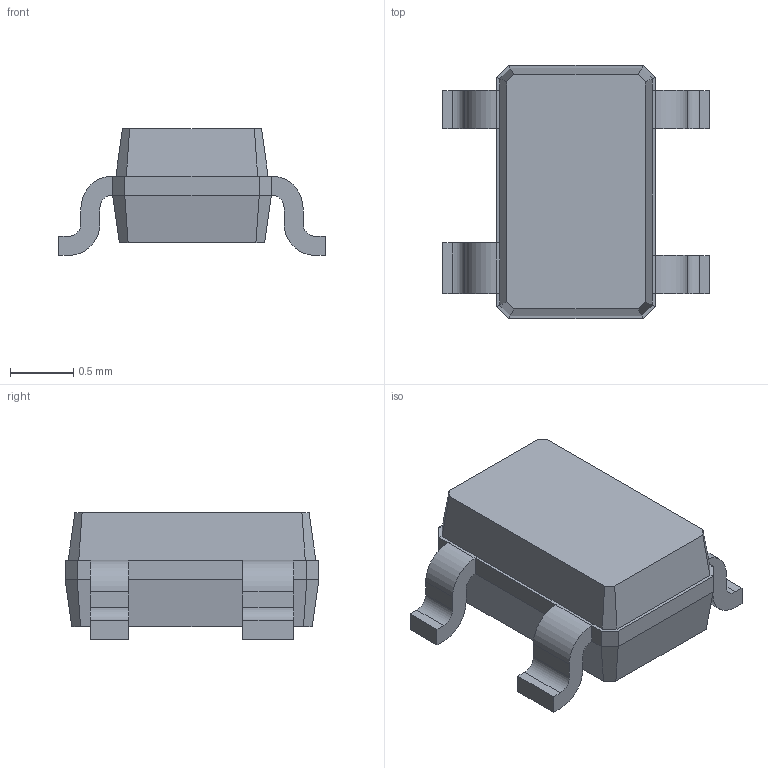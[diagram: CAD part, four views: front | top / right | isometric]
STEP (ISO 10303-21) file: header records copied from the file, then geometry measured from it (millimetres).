
FILE_DESCRIPTION(/* description */ ('model of SC-82AB'),/* implementation_level */ '2;1');
FILE_NAME(/* name */ 'SC-82AB.step',/* time_stamp */ '2017-12-18T01:04:52',/* author */ ('kicad StepUp','ksu'),/* organization */ ('FreeCAD'),/* preprocessor_version */ 'OCC',/* originating_system */ 'kicad StepUp',/* authorisation */ '');
FILE_SCHEMA(('AUTOMOTIVE_DESIGN { 1 0 10303 214 1 1 1 1 }'));
Length unit declared in the file: millimetre
Products named in the file (1): SC_82AB
Bounding box: 2.1 x 2 x 1 mm (x, y, z)
Volume: 2.2 mm3; surface area: 12.7 mm2
Topology: 1 solids, 1 shells, 90 faces, 216 edges, 128 vertices
Faces by surface type: plane 46, bspline 28, cylinder 16
Entity records: 1711 total; most frequent: ORIENTED_EDGE 344, EDGE_CURVE 216, CARTESIAN_POINT 203, LINE 136, VERTEX_POINT 128, ADVANCED_FACE 90, FACE_BOUND 90, EDGE_LOOP 90
